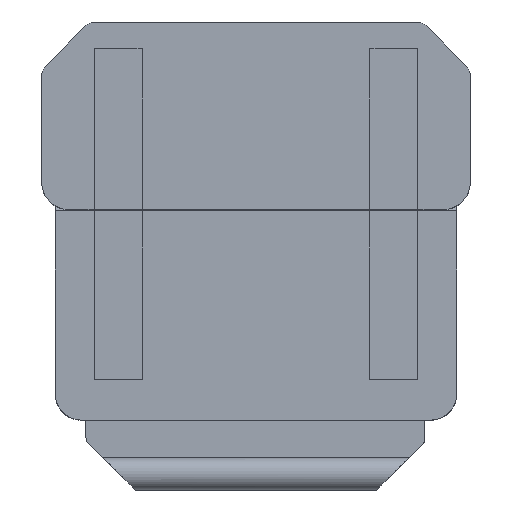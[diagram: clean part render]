
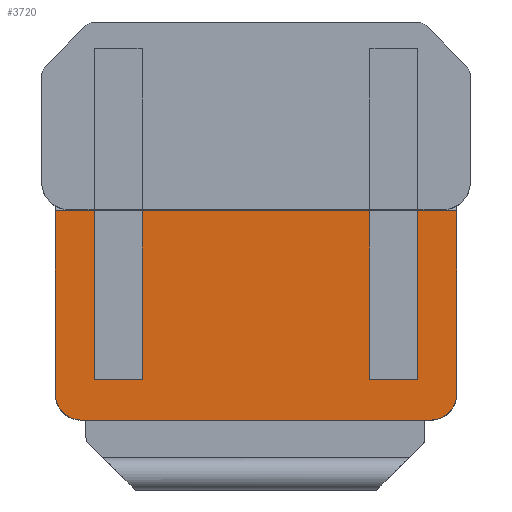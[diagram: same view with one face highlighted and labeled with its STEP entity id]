
A CAD part, top view. The second image highlights one B-rep face of the part: STEP entity #3720.
In plain terms, the highlighted planar face has unit normal (0, 0, 1).
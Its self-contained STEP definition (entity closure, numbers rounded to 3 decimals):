
#15 = CARTESIAN_POINT ( 'NONE',  ( 37.5, -18.444, 0. ) ) ;
#21 = EDGE_CURVE ( 'NONE', #2317, #2639, #1256, .T. ) ;
#47 = CARTESIAN_POINT ( 'NONE',  ( 30.154, -18.444, 0. ) ) ;
#60 = VECTOR ( 'NONE', #544, 1000. ) ;
#85 = VERTEX_POINT ( 'NONE', #5115 ) ;
#144 = DIRECTION ( 'NONE',  ( -1., 0., 0. ) ) ;
#155 = EDGE_CURVE ( 'NONE', #2639, #226, #3801, .T. ) ;
#226 = VERTEX_POINT ( 'NONE', #3934 ) ;
#348 = VERTEX_POINT ( 'NONE', #1544 ) ;
#432 = DIRECTION ( 'NONE',  ( -1., 0., 0. ) ) ;
#544 = DIRECTION ( 'NONE',  ( 0., -1., 0. ) ) ;
#561 = CARTESIAN_POINT ( 'NONE',  ( -21.264, -18.444, 0. ) ) ;
#569 = VERTEX_POINT ( 'NONE', #2290 ) ;
#608 = AXIS2_PLACEMENT_3D ( 'NONE', #1986, #713, #4039 ) ;
#678 = DIRECTION ( 'NONE',  ( 1., 0., 0. ) ) ;
#713 = DIRECTION ( 'NONE',  ( 0., 0., 1. ) ) ;
#716 = DIRECTION ( 'NONE',  ( -1., 0., 0. ) ) ;
#785 = CARTESIAN_POINT ( 'NONE',  ( 37.5, -52.514, 0. ) ) ;
#793 = VECTOR ( 'NONE', #891, 1000. ) ;
#867 = VECTOR ( 'NONE', #432, 1000. ) ;
#891 = DIRECTION ( 'NONE',  ( 0., -1., 0. ) ) ;
#894 = ORIENTED_EDGE ( 'NONE', *, *, #956, .T. ) ;
#906 = DIRECTION ( 'NONE',  ( -1., 0., 0. ) ) ;
#956 = EDGE_CURVE ( 'NONE', #2900, #2317, #4931, .T. ) ;
#1010 = CARTESIAN_POINT ( 'NONE',  ( -37.5, -52.514, 0. ) ) ;
#1012 = CARTESIAN_POINT ( 'NONE',  ( 30.154, -49.944, 0. ) ) ;
#1021 = AXIS2_PLACEMENT_3D ( 'NONE', #3956, #4359, #678 ) ;
#1057 = EDGE_CURVE ( 'NONE', #2474, #1208, #2274, .T. ) ;
#1079 = ORIENTED_EDGE ( 'NONE', *, *, #4501, .T. ) ;
#1149 = EDGE_CURVE ( 'NONE', #1701, #348, #1357, .T. ) ;
#1208 = VERTEX_POINT ( 'NONE', #1010 ) ;
#1256 = LINE ( 'NONE', #1735, #3856 ) ;
#1305 = LINE ( 'NONE', #4594, #4686 ) ;
#1357 = LINE ( 'NONE', #2253, #1814 ) ;
#1431 = ORIENTED_EDGE ( 'NONE', *, *, #2649, .T. ) ;
#1446 = VERTEX_POINT ( 'NONE', #2663 ) ;
#1494 = CARTESIAN_POINT ( 'NONE',  ( -30.154, -49.944, 0. ) ) ;
#1509 = CARTESIAN_POINT ( 'NONE',  ( 32.5, -57.514, 0. ) ) ;
#1544 = CARTESIAN_POINT ( 'NONE',  ( 37.5, -18.444, 0. ) ) ;
#1660 = ORIENTED_EDGE ( 'NONE', *, *, #3795, .T. ) ;
#1685 = ORIENTED_EDGE ( 'NONE', *, *, #1057, .T. ) ;
#1701 = VERTEX_POINT ( 'NONE', #785 ) ;
#1705 = EDGE_LOOP ( 'NONE', ( #5029, #2345, #4061, #1431, #894, #5193, #3528, #3193, #2082, #1898, #1660, #4579, #1685, #1079 ) ) ;
#1714 = EDGE_CURVE ( 'NONE', #3695, #4816, #2457, .T. ) ;
#1735 = CARTESIAN_POINT ( 'NONE',  ( 30.154, -49.944, 0. ) ) ;
#1814 = VECTOR ( 'NONE', #3035, 1000. ) ;
#1824 = DIRECTION ( 'NONE',  ( 0., 1., 0. ) ) ;
#1870 = CIRCLE ( 'NONE', #3072, 5. ) ;
#1898 = ORIENTED_EDGE ( 'NONE', *, *, #4267, .T. ) ;
#1904 = EDGE_CURVE ( 'NONE', #569, #1446, #4921, .T. ) ;
#1986 = CARTESIAN_POINT ( 'NONE',  ( -37.5, -18.444, 0. ) ) ;
#2000 = DIRECTION ( 'NONE',  ( -1., 0., 0. ) ) ;
#2008 = VECTOR ( 'NONE', #4227, 1000. ) ;
#2060 = VECTOR ( 'NONE', #3238, 1000. ) ;
#2082 = ORIENTED_EDGE ( 'NONE', *, *, #1904, .T. ) ;
#2139 = CARTESIAN_POINT ( 'NONE',  ( -32.5, -52.514, 0. ) ) ;
#2237 = EDGE_CURVE ( 'NONE', #85, #2474, #1305, .T. ) ;
#2253 = CARTESIAN_POINT ( 'NONE',  ( 37.5, -52.514, 0. ) ) ;
#2274 = LINE ( 'NONE', #2967, #2008 ) ;
#2290 = CARTESIAN_POINT ( 'NONE',  ( -21.264, -18.444, 0. ) ) ;
#2317 = VERTEX_POINT ( 'NONE', #1012 ) ;
#2325 = CARTESIAN_POINT ( 'NONE',  ( 21.264, -18.444, 0. ) ) ;
#2345 = ORIENTED_EDGE ( 'NONE', *, *, #4142, .T. ) ;
#2398 = CARTESIAN_POINT ( 'NONE',  ( -37.5, -18.444, 0. ) ) ;
#2457 = LINE ( 'NONE', #4895, #2060 ) ;
#2474 = VERTEX_POINT ( 'NONE', #2398 ) ;
#2523 = LINE ( 'NONE', #4091, #3239 ) ;
#2559 = CARTESIAN_POINT ( 'NONE',  ( 30.154, -18.444, 0. ) ) ;
#2639 = VERTEX_POINT ( 'NONE', #2913 ) ;
#2649 = EDGE_CURVE ( 'NONE', #348, #2900, #2874, .T. ) ;
#2663 = CARTESIAN_POINT ( 'NONE',  ( -21.264, -49.944, 0. ) ) ;
#2867 = DIRECTION ( 'NONE',  ( -1., 0., 0. ) ) ;
#2874 = LINE ( 'NONE', #15, #867 ) ;
#2900 = VERTEX_POINT ( 'NONE', #2559 ) ;
#2913 = CARTESIAN_POINT ( 'NONE',  ( 21.264, -49.944, 0. ) ) ;
#2967 = CARTESIAN_POINT ( 'NONE',  ( -37.5, -18.444, 0. ) ) ;
#2993 = LINE ( 'NONE', #2325, #5249 ) ;
#3035 = DIRECTION ( 'NONE',  ( 0., 1., 0. ) ) ;
#3072 = AXIS2_PLACEMENT_3D ( 'NONE', #2139, #4665, #906 ) ;
#3105 = VECTOR ( 'NONE', #1824, 1000. ) ;
#3166 = VERTEX_POINT ( 'NONE', #1494 ) ;
#3193 = ORIENTED_EDGE ( 'NONE', *, *, #3245, .T. ) ;
#3238 = DIRECTION ( 'NONE',  ( 1., 0., 0. ) ) ;
#3239 = VECTOR ( 'NONE', #4897, 1000. ) ;
#3245 = EDGE_CURVE ( 'NONE', #226, #569, #2993, .T. ) ;
#3528 = ORIENTED_EDGE ( 'NONE', *, *, #155, .T. ) ;
#3594 = PLANE ( 'NONE',  #608 ) ;
#3695 = VERTEX_POINT ( 'NONE', #4015 ) ;
#3720 = ADVANCED_FACE ( 'NONE', ( #5176 ), #3594, .T. ) ;
#3795 = EDGE_CURVE ( 'NONE', #3166, #85, #2523, .T. ) ;
#3801 = LINE ( 'NONE', #3831, #3105 ) ;
#3831 = CARTESIAN_POINT ( 'NONE',  ( 21.264, -49.944, 0. ) ) ;
#3856 = VECTOR ( 'NONE', #2867, 1000. ) ;
#3934 = CARTESIAN_POINT ( 'NONE',  ( 21.264, -18.444, 0. ) ) ;
#3956 = CARTESIAN_POINT ( 'NONE',  ( 32.5, -52.514, 0. ) ) ;
#4015 = CARTESIAN_POINT ( 'NONE',  ( -32.5, -57.514, 0. ) ) ;
#4039 = DIRECTION ( 'NONE',  ( 1., 0., 0. ) ) ;
#4061 = ORIENTED_EDGE ( 'NONE', *, *, #1149, .T. ) ;
#4091 = CARTESIAN_POINT ( 'NONE',  ( -30.154, -49.944, 0. ) ) ;
#4142 = EDGE_CURVE ( 'NONE', #4816, #1701, #4796, .T. ) ;
#4227 = DIRECTION ( 'NONE',  ( 0., -1., 0. ) ) ;
#4267 = EDGE_CURVE ( 'NONE', #1446, #3166, #5110, .T. ) ;
#4359 = DIRECTION ( 'NONE',  ( 0., 0., 1. ) ) ;
#4501 = EDGE_CURVE ( 'NONE', #1208, #3695, #1870, .T. ) ;
#4519 = CARTESIAN_POINT ( 'NONE',  ( -21.264, -49.944, 0. ) ) ;
#4579 = ORIENTED_EDGE ( 'NONE', *, *, #2237, .T. ) ;
#4594 = CARTESIAN_POINT ( 'NONE',  ( -30.154, -18.444, 0. ) ) ;
#4664 = VECTOR ( 'NONE', #2000, 1000. ) ;
#4665 = DIRECTION ( 'NONE',  ( 0., 0., 1. ) ) ;
#4686 = VECTOR ( 'NONE', #144, 1000. ) ;
#4796 = CIRCLE ( 'NONE', #1021, 5. ) ;
#4816 = VERTEX_POINT ( 'NONE', #1509 ) ;
#4895 = CARTESIAN_POINT ( 'NONE',  ( -32.5, -57.514, 0. ) ) ;
#4897 = DIRECTION ( 'NONE',  ( 0., 1., 0. ) ) ;
#4921 = LINE ( 'NONE', #561, #60 ) ;
#4931 = LINE ( 'NONE', #47, #793 ) ;
#5029 = ORIENTED_EDGE ( 'NONE', *, *, #1714, .T. ) ;
#5110 = LINE ( 'NONE', #4519, #4664 ) ;
#5115 = CARTESIAN_POINT ( 'NONE',  ( -30.154, -18.444, 0. ) ) ;
#5176 = FACE_OUTER_BOUND ( 'NONE', #1705, .T. ) ;
#5193 = ORIENTED_EDGE ( 'NONE', *, *, #21, .T. ) ;
#5249 = VECTOR ( 'NONE', #716, 1000. ) ;
